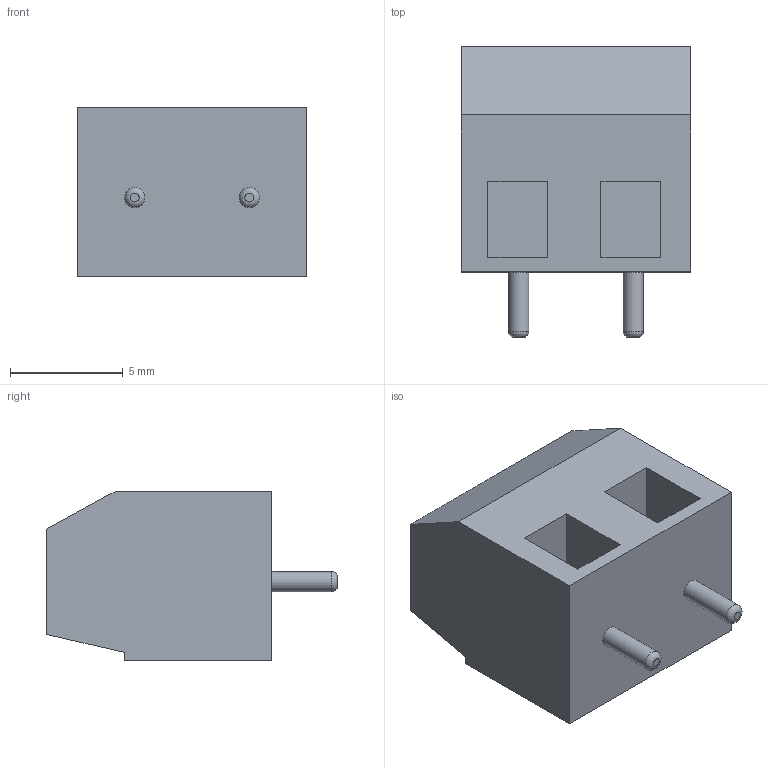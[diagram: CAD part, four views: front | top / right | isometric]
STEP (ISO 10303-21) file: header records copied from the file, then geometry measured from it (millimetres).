
FILE_DESCRIPTION(/* description */ (''),/* implementation_level */ '2;1');
FILE_NAME(/* name */ 'Terminal - 34.102 v1.step',/* time_stamp */ '2023-01-31T13:04:33-05:00',/* author */ (''),/* organization */ (''),/* preprocessor_version */ 'ST-DEVELOPER v19.2',/* originating_system */ 'Autodesk Translation Framework v11.17.0.187',/* authorisation */ '');
FILE_SCHEMA (('AUTOMOTIVE_DESIGN { 1 0 10303 214 3 1 1 }'));
Length unit declared in the file: millimetre
Products named in the file (1): Terminal - 34.102
Bounding box: 10.16 x 12.9 x 7.5 mm (x, y, z)
Volume: 644.7 mm3; surface area: 591.1 mm2
Topology: 3 solids, 3 shells, 31 faces, 63 edges, 42 vertices
Faces by surface type: plane 25, cylinder 4, bspline 2
Full cylindrical faces by diameter (mm): 0.9 x2, 2.5 x2
Entity records: 893 total; most frequent: CARTESIAN_POINT 189, DIRECTION 137, ORIENTED_EDGE 126, EDGE_CURVE 63, LINE 49, VECTOR 49, AXIS2_PLACEMENT_3D 44, VERTEX_POINT 42
